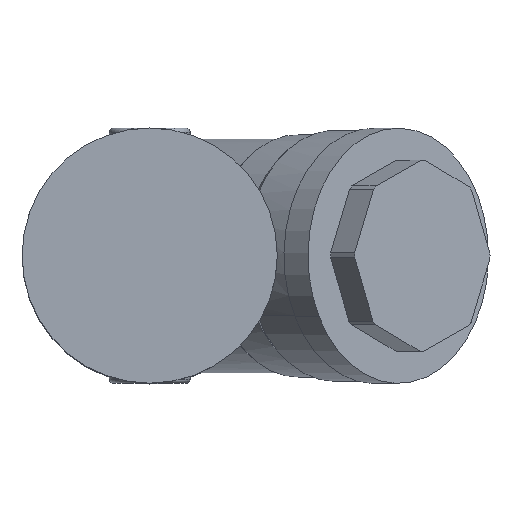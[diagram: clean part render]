
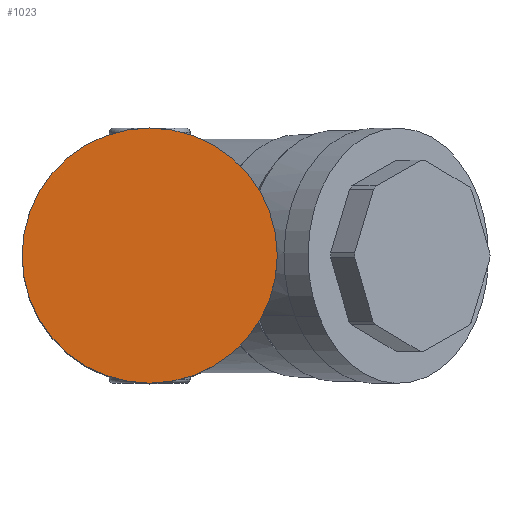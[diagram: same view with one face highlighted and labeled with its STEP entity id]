
A CAD part, top view. The second image highlights one B-rep face of the part: STEP entity #1023.
In plain terms, the highlighted planar face has unit normal (0, 0, 1).
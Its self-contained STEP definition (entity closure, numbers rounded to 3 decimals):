
#1000=CARTESIAN_POINT('Axis2P3D Location',(0.,0.,108.)) ;
#1005=CARTESIAN_POINT('Axis2P3D Location',(0.,0.,108.)) ;
#1009=CARTESIAN_POINT('Vertex',(30.,0.,108.)) ;
#1011=CARTESIAN_POINT('Vertex',(-30.,0.,108.)) ;
#1014=CARTESIAN_POINT('Axis2P3D Location',(0.,0.,108.)) ;
#1001=DIRECTION('Axis2P3D Direction',(0.,0.,1.)) ;
#1002=DIRECTION('Axis2P3D XDirection',(1.,0.,0.)) ;
#1006=DIRECTION('Axis2P3D Direction',(0.,0.,1.)) ;
#1015=DIRECTION('Axis2P3D Direction',(0.,0.,1.)) ;
#1003=AXIS2_PLACEMENT_3D('Plane Axis2P3D',#1000,#1001,#1002) ;
#1007=AXIS2_PLACEMENT_3D('Circle Axis2P3D',#1005,#1006,$) ;
#1016=AXIS2_PLACEMENT_3D('Circle Axis2P3D',#1014,#1015,$) ;
#1020=ORIENTED_EDGE('',*,*,#1013,.T.) ;
#1021=ORIENTED_EDGE('',*,*,#1018,.T.) ;
#1023=ADVANCED_FACE('PartBody',(#1022),#1004,.T.) ;
#1008=CIRCLE('generated circle',#1007,30.) ;
#1017=CIRCLE('generated circle',#1016,30.) ;
#1013=EDGE_CURVE('',#1010,#1012,#1008,.T.) ;
#1018=EDGE_CURVE('',#1012,#1010,#1017,.T.) ;
#1019=EDGE_LOOP('',(#1020,#1021)) ;
#1022=FACE_OUTER_BOUND('',#1019,.T.) ;
#1004=PLANE('',#1003) ;
#1010=VERTEX_POINT('',#1009) ;
#1012=VERTEX_POINT('',#1011) ;
